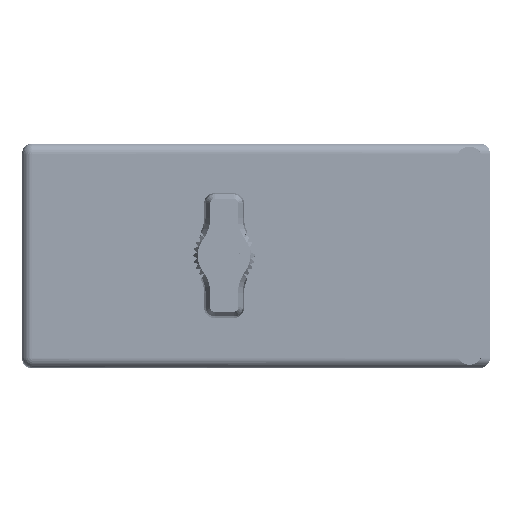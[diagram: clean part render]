
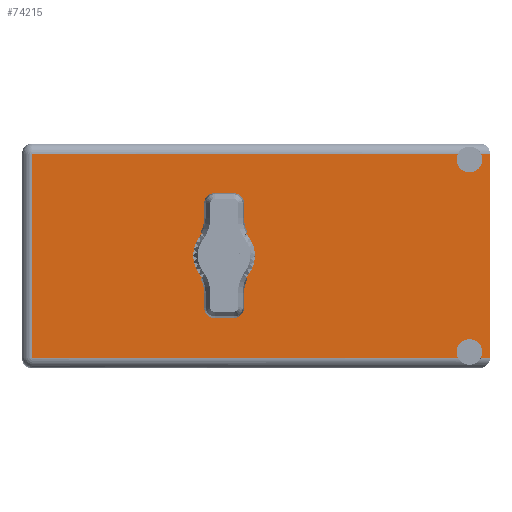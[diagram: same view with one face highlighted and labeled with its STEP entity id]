
A CAD part, top view. The second image highlights one B-rep face of the part: STEP entity #74215.
In plain terms, the highlighted face is planar.
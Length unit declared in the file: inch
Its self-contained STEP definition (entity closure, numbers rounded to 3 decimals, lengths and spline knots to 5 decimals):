
#810 = ORIENTED_EDGE ( 'NONE', *, *, #9841, .F. ) ;
#2959 = DIRECTION ( 'NONE',  ( 1., 0., 0. ) ) ;
#3440 = CARTESIAN_POINT ( 'NONE',  ( 1.75083, 1.93, 0.695 ) ) ;
#4950 = CIRCLE ( 'NONE', #92051, 0.0875 ) ;
#6160 = EDGE_LOOP ( 'NONE', ( #10698, #32774, #97777, #91957, #810, #36758, #46049, #61533, #19576, #15168 ) ) ;
#6670 = CARTESIAN_POINT ( 'NONE',  ( -1.3775, 1.93, -0.765 ) ) ;
#6856 = DIRECTION ( 'NONE',  ( -1., 0., 0. ) ) ;
#7889 = CARTESIAN_POINT ( 'NONE',  ( -1.3075, 1.93, -0.765 ) ) ;
#8088 = CARTESIAN_POINT ( 'NONE',  ( 0., 1.93, 0. ) ) ;
#9841 = EDGE_CURVE ( 'NONE', #90786, #89770, #53583, .T. ) ;
#10374 = VECTOR ( 'NONE', #46231, 39.37008 ) ;
#10698 = ORIENTED_EDGE ( 'NONE', *, *, #57759, .T. ) ;
#10960 = CARTESIAN_POINT ( 'NONE',  ( 1.8125, 1.93, 0.695 ) ) ;
#12199 = EDGE_CURVE ( 'NONE', #91332, #88147, #14402, .T. ) ;
#14402 = CIRCLE ( 'NONE', #74182, 0.0875 ) ;
#14689 = PLANE ( 'NONE',  #41675 ) ;
#15168 = ORIENTED_EDGE ( 'NONE', *, *, #31270, .T. ) ;
#16872 = CARTESIAN_POINT ( 'NONE',  ( 1.6725, 1.93, -0.656 ) ) ;
#17156 = VERTEX_POINT ( 'NONE', #65614 ) ;
#19576 = ORIENTED_EDGE ( 'NONE', *, *, #28118, .T. ) ;
#19778 = VERTEX_POINT ( 'NONE', #73805 ) ;
#23969 = EDGE_CURVE ( 'NONE', #90786, #31875, #87902, .T. ) ;
#25240 = CARTESIAN_POINT ( 'NONE',  ( 0., 1.93, 0. ) ) ;
#28118 = EDGE_CURVE ( 'NONE', #91332, #87699, #89178, .T. ) ;
#28741 = EDGE_CURVE ( 'NONE', #88147, #31875, #94956, .T. ) ;
#28931 = VERTEX_POINT ( 'NONE', #61174 ) ;
#31257 = CARTESIAN_POINT ( 'NONE',  ( 1.6725, 1.93, 0.656 ) ) ;
#31270 = EDGE_CURVE ( 'NONE', #87699, #19778, #47466, .T. ) ;
#31875 = VERTEX_POINT ( 'NONE', #51040 ) ;
#32774 = ORIENTED_EDGE ( 'NONE', *, *, #94900, .F. ) ;
#32910 = AXIS2_PLACEMENT_3D ( 'NONE', #8088, #81311, #39656 ) ;
#34202 = LINE ( 'NONE', #41196, #75400 ) ;
#36758 = ORIENTED_EDGE ( 'NONE', *, *, #23969, .T. ) ;
#39315 = DIRECTION ( 'NONE',  ( 0., 1., 0. ) ) ;
#39656 = DIRECTION ( 'NONE',  ( 0., 0., 1. ) ) ;
#40914 = DIRECTION ( 'NONE',  ( 0., 1., 0. ) ) ;
#41196 = CARTESIAN_POINT ( 'NONE',  ( 1.8125, 1.93, 0.695 ) ) ;
#41675 = AXIS2_PLACEMENT_3D ( 'NONE', #6670, #39315, #95935 ) ;
#42968 = CARTESIAN_POINT ( 'NONE',  ( -1.3075, 1.93, -0.695 ) ) ;
#43750 = CARTESIAN_POINT ( 'NONE',  ( 1.6725, 1.93, -0.5685 ) ) ;
#43873 = VECTOR ( 'NONE', #47994, 39.37008 ) ;
#45454 = AXIS2_PLACEMENT_3D ( 'NONE', #16872, #66049, #84193 ) ;
#46049 = ORIENTED_EDGE ( 'NONE', *, *, #28741, .F. ) ;
#46231 = DIRECTION ( 'NONE',  ( -1., 0., 0. ) ) ;
#47466 = LINE ( 'NONE', #7889, #43873 ) ;
#47994 = DIRECTION ( 'NONE',  ( 0., 0., 1. ) ) ;
#48595 = CARTESIAN_POINT ( 'NONE',  ( 1.59417, 1.93, -0.695 ) ) ;
#50680 = EDGE_CURVE ( 'NONE', #76952, #66621, #62448, .T. ) ;
#51040 = CARTESIAN_POINT ( 'NONE',  ( 1.75083, 1.93, -0.695 ) ) ;
#51616 = LINE ( 'NONE', #10960, #102015 ) ;
#52518 = ORIENTED_EDGE ( 'NONE', *, *, #86256, .F. ) ;
#53583 = LINE ( 'NONE', #62114, #71727 ) ;
#53919 = VECTOR ( 'NONE', #6856, 39.37008 ) ;
#57759 = EDGE_CURVE ( 'NONE', #19778, #17156, #34202, .T. ) ;
#58359 = DIRECTION ( 'NONE',  ( 0., 0., 1. ) ) ;
#58875 = CARTESIAN_POINT ( 'NONE',  ( 1.8125, 1.93, -0.695 ) ) ;
#60717 = AXIS2_PLACEMENT_3D ( 'NONE', #87268, #78175, #62660 ) ;
#61174 = CARTESIAN_POINT ( 'NONE',  ( 0., 1.93, -0.17 ) ) ;
#61533 = ORIENTED_EDGE ( 'NONE', *, *, #12199, .F. ) ;
#62114 = CARTESIAN_POINT ( 'NONE',  ( 1.8125, 1.93, 0.765 ) ) ;
#62448 = CIRCLE ( 'NONE', #60717, 0.0875 ) ;
#62660 = DIRECTION ( 'NONE',  ( 0., 0., 1. ) ) ;
#64259 = DIRECTION ( 'NONE',  ( 0., 0., 1. ) ) ;
#64789 = DIRECTION ( 'NONE',  ( 0., 1., 0. ) ) ;
#65614 = CARTESIAN_POINT ( 'NONE',  ( 1.59417, 1.93, 0.695 ) ) ;
#66049 = DIRECTION ( 'NONE',  ( 0., 1., 0. ) ) ;
#66621 = VERTEX_POINT ( 'NONE', #71856 ) ;
#71323 = CARTESIAN_POINT ( 'NONE',  ( -1.3775, 1.93, -0.695 ) ) ;
#71474 = CARTESIAN_POINT ( 'NONE',  ( 0., 1.93, 0.17 ) ) ;
#71727 = VECTOR ( 'NONE', #86185, 39.37008 ) ;
#71856 = CARTESIAN_POINT ( 'NONE',  ( 1.6725, 1.93, 0.5685 ) ) ;
#73736 = VERTEX_POINT ( 'NONE', #71474 ) ;
#73805 = CARTESIAN_POINT ( 'NONE',  ( -1.3075, 1.93, 0.695 ) ) ;
#73868 = CIRCLE ( 'NONE', #32910, 0.17 ) ;
#74182 = AXIS2_PLACEMENT_3D ( 'NONE', #104899, #103833, #64259 ) ;
#74215 = ADVANCED_FACE ( 'NONE', ( #105041, #79899 ), #14689, .T. ) ;
#74545 = AXIS2_PLACEMENT_3D ( 'NONE', #25240, #64789, #58359 ) ;
#75400 = VECTOR ( 'NONE', #81245, 39.37008 ) ;
#76952 = VERTEX_POINT ( 'NONE', #3440 ) ;
#78175 = DIRECTION ( 'NONE',  ( 0., 1., 0. ) ) ;
#79899 = FACE_OUTER_BOUND ( 'NONE', #6160, .T. ) ;
#81245 = DIRECTION ( 'NONE',  ( 1., 0., 0. ) ) ;
#81311 = DIRECTION ( 'NONE',  ( 0., 1., 0. ) ) ;
#82556 = DIRECTION ( 'NONE',  ( 0., 0., 1. ) ) ;
#84193 = DIRECTION ( 'NONE',  ( 0., 0., 1. ) ) ;
#86185 = DIRECTION ( 'NONE',  ( 0., 0., 1. ) ) ;
#86256 = EDGE_CURVE ( 'NONE', #28931, #73736, #94961, .T. ) ;
#87268 = CARTESIAN_POINT ( 'NONE',  ( 1.6725, 1.93, 0.656 ) ) ;
#87414 = EDGE_CURVE ( 'NONE', #76952, #89770, #51616, .T. ) ;
#87699 = VERTEX_POINT ( 'NONE', #42968 ) ;
#87902 = LINE ( 'NONE', #71323, #10374 ) ;
#88114 = CARTESIAN_POINT ( 'NONE',  ( -1.3775, 1.93, -0.695 ) ) ;
#88147 = VERTEX_POINT ( 'NONE', #43750 ) ;
#89178 = LINE ( 'NONE', #88114, #53919 ) ;
#89770 = VERTEX_POINT ( 'NONE', #95130 ) ;
#90786 = VERTEX_POINT ( 'NONE', #58875 ) ;
#91332 = VERTEX_POINT ( 'NONE', #48595 ) ;
#91957 = ORIENTED_EDGE ( 'NONE', *, *, #87414, .T. ) ;
#92051 = AXIS2_PLACEMENT_3D ( 'NONE', #31257, #40914, #82556 ) ;
#94900 = EDGE_CURVE ( 'NONE', #66621, #17156, #4950, .T. ) ;
#94956 = CIRCLE ( 'NONE', #45454, 0.0875 ) ;
#94961 = CIRCLE ( 'NONE', #74545, 0.17 ) ;
#95130 = CARTESIAN_POINT ( 'NONE',  ( 1.8125, 1.93, 0.695 ) ) ;
#95935 = DIRECTION ( 'NONE',  ( -1., 0., 0. ) ) ;
#97728 = EDGE_LOOP ( 'NONE', ( #103795, #52518 ) ) ;
#97777 = ORIENTED_EDGE ( 'NONE', *, *, #50680, .F. ) ;
#100447 = EDGE_CURVE ( 'NONE', #73736, #28931, #73868, .T. ) ;
#102015 = VECTOR ( 'NONE', #2959, 39.37008 ) ;
#103795 = ORIENTED_EDGE ( 'NONE', *, *, #100447, .F. ) ;
#103833 = DIRECTION ( 'NONE',  ( 0., 1., 0. ) ) ;
#104899 = CARTESIAN_POINT ( 'NONE',  ( 1.6725, 1.93, -0.656 ) ) ;
#105041 = FACE_BOUND ( 'NONE', #97728, .T. ) ;
